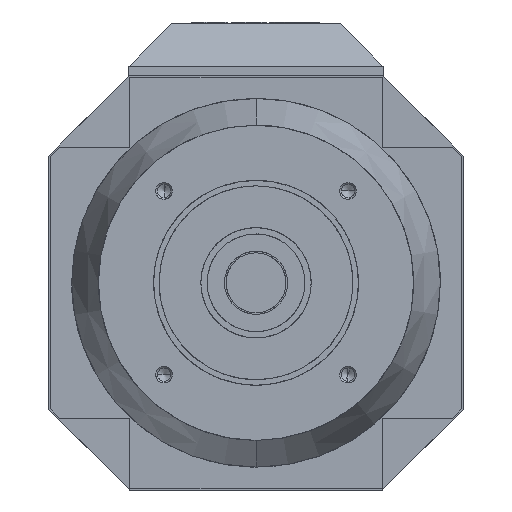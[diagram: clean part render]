
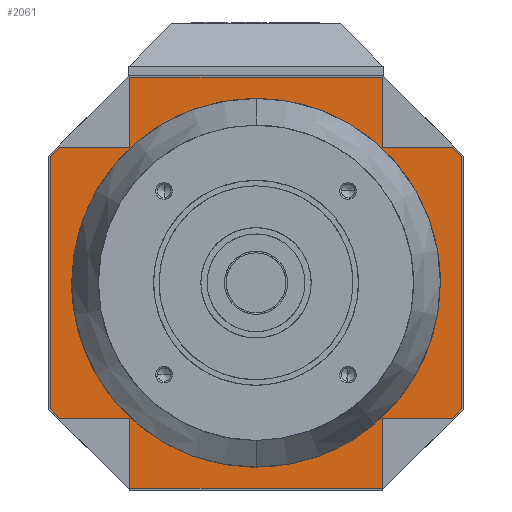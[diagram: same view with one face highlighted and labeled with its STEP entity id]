
A CAD part, front view. The second image highlights one B-rep face of the part: STEP entity #2061.
In plain terms, the highlighted planar face has unit normal (0, -1, 0).
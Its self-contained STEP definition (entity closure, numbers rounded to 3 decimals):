
#48=FACE_BOUND('',#2443,.T.);
#49=FACE_BOUND('',#2444,.T.);
#247=PLANE('',#6668);
#2061=ADVANCED_FACE('',(#48,#49),#247,.T.);
#2443=EDGE_LOOP('',(#4258,#4259));
#2444=EDGE_LOOP('',(#4260,#4261,#4262,#4263,#4264,#4265,#4266,#4267,#4268,
#4269,#4270,#4271,#4272,#4273,#4274,#4275));
#2822=LINE('',#9294,#3478);
#2823=LINE('',#9297,#3479);
#2824=LINE('',#9299,#3480);
#2825=LINE('',#9301,#3481);
#2826=LINE('',#9303,#3482);
#2827=LINE('',#9305,#3483);
#2828=LINE('',#9307,#3484);
#2829=LINE('',#9309,#3485);
#2830=LINE('',#9311,#3486);
#2831=LINE('',#9313,#3487);
#2832=LINE('',#9315,#3488);
#2833=LINE('',#9317,#3489);
#2834=LINE('',#9319,#3490);
#2835=LINE('',#9321,#3491);
#2836=LINE('',#9323,#3492);
#2837=LINE('',#9325,#3493);
#3478=VECTOR('',#7324,1.);
#3479=VECTOR('',#7325,1.);
#3480=VECTOR('',#7326,1.);
#3481=VECTOR('',#7327,1.);
#3482=VECTOR('',#7328,1.);
#3483=VECTOR('',#7329,1.);
#3484=VECTOR('',#7330,1.);
#3485=VECTOR('',#7331,1.);
#3486=VECTOR('',#7332,1.);
#3487=VECTOR('',#7333,1.);
#3488=VECTOR('',#7334,1.);
#3489=VECTOR('',#7335,1.);
#3490=VECTOR('',#7336,1.);
#3491=VECTOR('',#7337,1.);
#3492=VECTOR('',#7338,1.);
#3493=VECTOR('',#7339,1.);
#4258=ORIENTED_EDGE('',*,*,#5970,.T.);
#4259=ORIENTED_EDGE('',*,*,#5971,.T.);
#4260=ORIENTED_EDGE('',*,*,#5972,.T.);
#4261=ORIENTED_EDGE('',*,*,#5973,.T.);
#4262=ORIENTED_EDGE('',*,*,#5974,.T.);
#4263=ORIENTED_EDGE('',*,*,#5975,.T.);
#4264=ORIENTED_EDGE('',*,*,#5976,.T.);
#4265=ORIENTED_EDGE('',*,*,#5977,.T.);
#4266=ORIENTED_EDGE('',*,*,#5978,.T.);
#4267=ORIENTED_EDGE('',*,*,#5979,.T.);
#4268=ORIENTED_EDGE('',*,*,#5980,.T.);
#4269=ORIENTED_EDGE('',*,*,#5981,.T.);
#4270=ORIENTED_EDGE('',*,*,#5982,.T.);
#4271=ORIENTED_EDGE('',*,*,#5983,.T.);
#4272=ORIENTED_EDGE('',*,*,#5984,.T.);
#4273=ORIENTED_EDGE('',*,*,#5985,.T.);
#4274=ORIENTED_EDGE('',*,*,#5986,.T.);
#4275=ORIENTED_EDGE('',*,*,#5987,.T.);
#5114=VERTEX_POINT('',#9274);
#5115=VERTEX_POINT('',#9275);
#5116=VERTEX_POINT('',#9295);
#5117=VERTEX_POINT('',#9296);
#5118=VERTEX_POINT('',#9298);
#5119=VERTEX_POINT('',#9300);
#5120=VERTEX_POINT('',#9302);
#5121=VERTEX_POINT('',#9304);
#5122=VERTEX_POINT('',#9306);
#5123=VERTEX_POINT('',#9308);
#5124=VERTEX_POINT('',#9310);
#5125=VERTEX_POINT('',#9312);
#5126=VERTEX_POINT('',#9314);
#5127=VERTEX_POINT('',#9316);
#5128=VERTEX_POINT('',#9318);
#5129=VERTEX_POINT('',#9320);
#5130=VERTEX_POINT('',#9322);
#5131=VERTEX_POINT('',#9324);
#5970=EDGE_CURVE('',#5114,#5115,#6508,.T.);
#5971=EDGE_CURVE('',#5115,#5114,#6509,.T.);
#5972=EDGE_CURVE('',#5116,#5117,#2822,.T.);
#5973=EDGE_CURVE('',#5117,#5118,#2823,.T.);
#5974=EDGE_CURVE('',#5118,#5119,#2824,.T.);
#5975=EDGE_CURVE('',#5119,#5120,#2825,.T.);
#5976=EDGE_CURVE('',#5120,#5121,#2826,.T.);
#5977=EDGE_CURVE('',#5121,#5122,#2827,.T.);
#5978=EDGE_CURVE('',#5122,#5123,#2828,.T.);
#5979=EDGE_CURVE('',#5123,#5124,#2829,.T.);
#5980=EDGE_CURVE('',#5124,#5125,#2830,.T.);
#5981=EDGE_CURVE('',#5125,#5126,#2831,.T.);
#5982=EDGE_CURVE('',#5126,#5127,#2832,.T.);
#5983=EDGE_CURVE('',#5127,#5128,#2833,.T.);
#5984=EDGE_CURVE('',#5128,#5129,#2834,.T.);
#5985=EDGE_CURVE('',#5129,#5130,#2835,.T.);
#5986=EDGE_CURVE('',#5130,#5131,#2836,.T.);
#5987=EDGE_CURVE('',#5131,#5116,#2837,.T.);
#6508=B_SPLINE_CURVE_WITH_KNOTS('',3,(#9256,#9257,#9258,#9259,#9260,#9261,
#9262,#9263,#9264,#9265,#9266,#9267,#9268,#9269,#9270,#9271,#9272,#9273),
 .UNSPECIFIED.,.F.,.F.,(4,2,2,2,2,2,2,2,4),(0.,0.125,0.25,0.375,0.5,0.625,
0.75,0.875,1.),.UNSPECIFIED.);
#6509=B_SPLINE_CURVE_WITH_KNOTS('',3,(#9276,#9277,#9278,#9279,#9280,#9281,
#9282,#9283,#9284,#9285,#9286,#9287,#9288,#9289,#9290,#9291,#9292,#9293),
 .UNSPECIFIED.,.F.,.F.,(4,2,2,2,2,2,2,2,4),(0.,0.125,0.25,0.375,0.5,0.625,
0.75,0.875,1.),.UNSPECIFIED.);
#6668=AXIS2_PLACEMENT_3D('',#9326,#7340,#7341);
#7324=DIRECTION('',(0.707,0.,-0.707));
#7325=DIRECTION('',(1.,0.,0.));
#7326=DIRECTION('',(0.,0.,-1.));
#7327=DIRECTION('',(1.,0.,0.));
#7328=DIRECTION('',(0.,0.,1.));
#7329=DIRECTION('',(1.,0.,0.));
#7330=DIRECTION('',(0.707,0.,0.707));
#7331=DIRECTION('',(0.,0.,1.));
#7332=DIRECTION('',(-0.707,0.,0.707));
#7333=DIRECTION('',(-1.,0.,0.));
#7334=DIRECTION('',(0.,0.,1.));
#7335=DIRECTION('',(-1.,0.,0.));
#7336=DIRECTION('',(0.,0.,-1.));
#7337=DIRECTION('',(-1.,0.,0.));
#7338=DIRECTION('',(-0.707,0.,-0.707));
#7339=DIRECTION('',(0.,0.,-1.));
#7340=DIRECTION('',(0.,-1.,0.));
#7341=DIRECTION('',(0.,0.,1.));
#9256=CARTESIAN_POINT('',(117.,-218.,0.));
#9257=CARTESIAN_POINT('',(117.,-218.,-15.368));
#9258=CARTESIAN_POINT('',(113.973,-218.,-30.58));
#9259=CARTESIAN_POINT('',(102.215,-218.,-58.968));
#9260=CARTESIAN_POINT('',(93.595,-218.,-71.868));
#9261=CARTESIAN_POINT('',(71.868,-218.,-93.595));
#9262=CARTESIAN_POINT('',(58.968,-218.,-102.215));
#9263=CARTESIAN_POINT('',(30.58,-218.,-113.973));
#9264=CARTESIAN_POINT('',(15.363,-218.,-117.));
#9265=CARTESIAN_POINT('',(-15.363,-218.,-117.));
#9266=CARTESIAN_POINT('',(-30.58,-218.,-113.973));
#9267=CARTESIAN_POINT('',(-58.968,-218.,-102.215));
#9268=CARTESIAN_POINT('',(-71.868,-218.,-93.595));
#9269=CARTESIAN_POINT('',(-93.595,-218.,-71.868));
#9270=CARTESIAN_POINT('',(-102.215,-218.,-58.968));
#9271=CARTESIAN_POINT('',(-113.973,-218.,-30.58));
#9272=CARTESIAN_POINT('',(-117.,-218.,-15.37));
#9273=CARTESIAN_POINT('',(-117.,-218.,0.));
#9274=CARTESIAN_POINT('',(117.,-218.,0.));
#9275=CARTESIAN_POINT('',(-117.,-218.,0.));
#9276=CARTESIAN_POINT('',(-117.,-218.,0.));
#9277=CARTESIAN_POINT('',(-117.,-218.,15.368));
#9278=CARTESIAN_POINT('',(-113.973,-218.,30.58));
#9279=CARTESIAN_POINT('',(-102.215,-218.,58.968));
#9280=CARTESIAN_POINT('',(-93.595,-218.,71.868));
#9281=CARTESIAN_POINT('',(-71.868,-218.,93.595));
#9282=CARTESIAN_POINT('',(-58.968,-218.,102.215));
#9283=CARTESIAN_POINT('',(-30.58,-218.,113.973));
#9284=CARTESIAN_POINT('',(-15.363,-218.,117.));
#9285=CARTESIAN_POINT('',(15.363,-218.,117.));
#9286=CARTESIAN_POINT('',(30.58,-218.,113.973));
#9287=CARTESIAN_POINT('',(58.968,-218.,102.215));
#9288=CARTESIAN_POINT('',(71.868,-218.,93.595));
#9289=CARTESIAN_POINT('',(93.595,-218.,71.868));
#9290=CARTESIAN_POINT('',(102.215,-218.,58.968));
#9291=CARTESIAN_POINT('',(113.973,-218.,30.58));
#9292=CARTESIAN_POINT('',(117.,-218.,15.37));
#9293=CARTESIAN_POINT('',(117.,-218.,0.));
#9294=CARTESIAN_POINT('',(-130.5,-218.,-80.));
#9295=CARTESIAN_POINT('',(-130.5,-218.,-80.));
#9296=CARTESIAN_POINT('',(-124.5,-218.,-86.));
#9297=CARTESIAN_POINT('',(-130.5,-218.,-86.));
#9298=CARTESIAN_POINT('',(-80.,-218.,-86.));
#9299=CARTESIAN_POINT('',(-80.,-218.,130.5));
#9300=CARTESIAN_POINT('',(-80.,-218.,-130.5));
#9301=CARTESIAN_POINT('',(-130.5,-218.,-130.5));
#9302=CARTESIAN_POINT('',(80.,-218.,-130.5));
#9303=CARTESIAN_POINT('',(80.,-218.,130.5));
#9304=CARTESIAN_POINT('',(80.,-218.,-86.));
#9305=CARTESIAN_POINT('',(-130.5,-218.,-86.));
#9306=CARTESIAN_POINT('',(124.5,-218.,-86.));
#9307=CARTESIAN_POINT('',(124.5,-218.,-86.));
#9308=CARTESIAN_POINT('',(130.5,-218.,-80.));
#9309=CARTESIAN_POINT('',(130.5,-218.,130.5));
#9310=CARTESIAN_POINT('',(130.5,-218.,80.));
#9311=CARTESIAN_POINT('',(130.5,-218.,80.));
#9312=CARTESIAN_POINT('',(124.5,-218.,86.));
#9313=CARTESIAN_POINT('',(-130.5,-218.,86.));
#9314=CARTESIAN_POINT('',(80.,-218.,86.));
#9315=CARTESIAN_POINT('',(80.,-218.,130.5));
#9316=CARTESIAN_POINT('',(80.,-218.,130.5));
#9317=CARTESIAN_POINT('',(-130.5,-218.,130.5));
#9318=CARTESIAN_POINT('',(-80.,-218.,130.5));
#9319=CARTESIAN_POINT('',(-80.,-218.,130.5));
#9320=CARTESIAN_POINT('',(-80.,-218.,86.));
#9321=CARTESIAN_POINT('',(-130.5,-218.,86.));
#9322=CARTESIAN_POINT('',(-124.5,-218.,86.));
#9323=CARTESIAN_POINT('',(-124.5,-218.,86.));
#9324=CARTESIAN_POINT('',(-130.5,-218.,80.));
#9325=CARTESIAN_POINT('',(-130.5,-218.,130.5));
#9326=CARTESIAN_POINT('',(-130.5,-218.,130.5));
